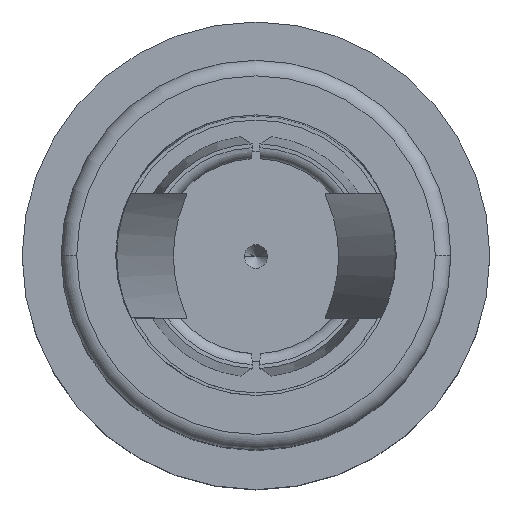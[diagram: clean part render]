
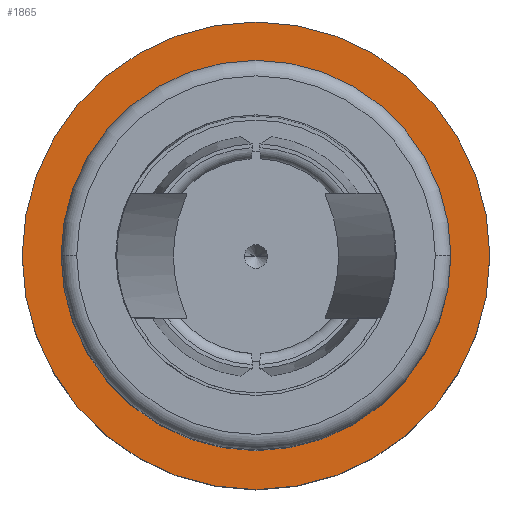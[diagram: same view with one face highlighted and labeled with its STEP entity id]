
A CAD part, top view. The second image highlights one B-rep face of the part: STEP entity #1865.
In plain terms, the highlighted planar face has unit normal (0, 0, 1).
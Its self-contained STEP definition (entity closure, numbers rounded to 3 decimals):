
#6=CARTESIAN_POINT('',(0.,0.,0.));
#7=DIRECTION('',(0.,0.,1.));
#8=DIRECTION('',(1.,0.,0.));
#9=AXIS2_PLACEMENT_3D('',#6,#7,#8);
#30=CARTESIAN_POINT('',(0.,0.,0.));
#31=DIRECTION('',(0.,0.,1.));
#32=DIRECTION('',(-1.,0.,0.));
#33=AXIS2_PLACEMENT_3D('',#30,#31,#32);
#39=CARTESIAN_POINT('',(0.,0.,0.));
#40=DIRECTION('',(0.,0.,1.));
#41=DIRECTION('',(1.,0.,0.));
#42=AXIS2_PLACEMENT_3D('',#39,#40,#41);
#44=CARTESIAN_POINT('',(0.,0.,0.));
#45=DIRECTION('',(0.,0.,1.));
#46=DIRECTION('',(-1.,0.,0.));
#47=AXIS2_PLACEMENT_3D('',#44,#45,#46);
#1508=CARTESIAN_POINT('',(3.,0.,0.));
#1509=CARTESIAN_POINT('',(-3.,0.,0.));
#1510=VERTEX_POINT('',#1508);
#1511=VERTEX_POINT('',#1509);
#1516=CARTESIAN_POINT('',(2.5,0.,0.));
#1517=CARTESIAN_POINT('',(-2.5,0.,0.));
#1518=VERTEX_POINT('',#1516);
#1519=VERTEX_POINT('',#1517);
#1850=CARTESIAN_POINT('',(0.,0.,0.));
#1851=DIRECTION('',(0.,0.,1.));
#1852=DIRECTION('',(1.,0.,0.));
#1853=AXIS2_PLACEMENT_3D('',#1850,#1851,#1852);
#1854=PLANE('',#1853);
#1856=ORIENTED_EDGE('',*,*,#1855,.F.);
#1858=ORIENTED_EDGE('',*,*,#1857,.F.);
#1859=EDGE_LOOP('',(#1856,#1858));
#1860=FACE_OUTER_BOUND('',#1859,.F.);
#1861=ORIENTED_EDGE('',*,*,#1801,.T.);
#1862=ORIENTED_EDGE('',*,*,#1844,.T.);
#1863=EDGE_LOOP('',(#1861,#1862));
#1864=FACE_BOUND('',#1863,.F.);
#1865=ADVANCED_FACE('',(#1860,#1864),#1854,.T.);
#10=CIRCLE('',#9,2.5);
#34=CIRCLE('',#33,2.5);
#43=CIRCLE('',#42,3.);
#48=CIRCLE('',#47,3.);
#1801=EDGE_CURVE('',#1518,#1519,#10,.T.);
#1844=EDGE_CURVE('',#1519,#1518,#34,.T.);
#1855=EDGE_CURVE('',#1510,#1511,#43,.T.);
#1857=EDGE_CURVE('',#1511,#1510,#48,.T.);
